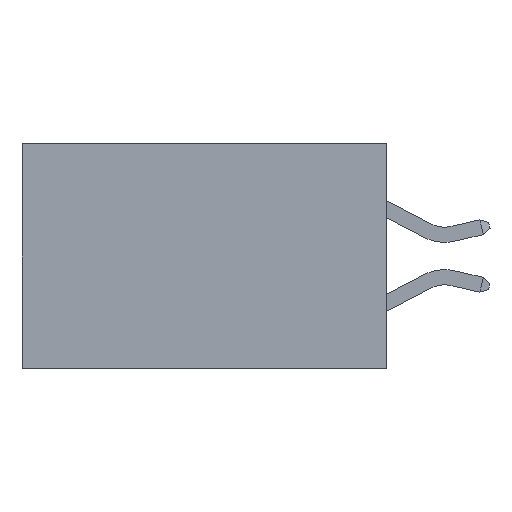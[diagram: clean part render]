
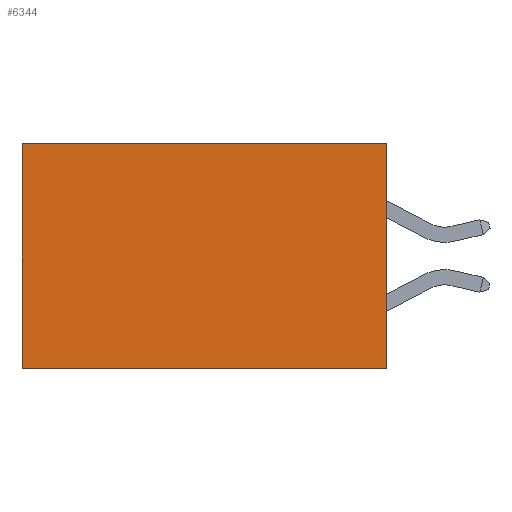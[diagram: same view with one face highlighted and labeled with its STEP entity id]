
A CAD part, left-side view. The second image highlights one B-rep face of the part: STEP entity #6344.
In plain terms, the highlighted planar face has unit normal (-1, 0, 0).
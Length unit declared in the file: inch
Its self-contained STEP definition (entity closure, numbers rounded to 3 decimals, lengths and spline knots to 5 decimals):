
#255 = ORIENTED_EDGE ( 'NONE', *, *, #16264, .T. ) ;
#276 = CARTESIAN_POINT ( 'NONE',  ( 0.2615, 0., 0. ) ) ;
#403 = ORIENTED_EDGE ( 'NONE', *, *, #3027, .F. ) ;
#1222 = AXIS2_PLACEMENT_3D ( 'NONE', #20877, #22935, #10554 ) ;
#3027 = EDGE_CURVE ( 'NONE', #10357, #21580, #13831, .T. ) ;
#3383 = LINE ( 'NONE', #9954, #25518 ) ;
#6344 = ADVANCED_FACE ( 'NONE', ( #12929 ), #18829, .F. ) ;
#6766 = DIRECTION ( 'NONE',  ( 0., 1., 0. ) ) ;
#7931 = VERTEX_POINT ( 'NONE', #276 ) ;
#8552 = VERTEX_POINT ( 'NONE', #23285 ) ;
#9954 = CARTESIAN_POINT ( 'NONE',  ( 0.2615, 0.6, -0.37 ) ) ;
#10088 = CARTESIAN_POINT ( 'NONE',  ( 0.2615, 0., -0.37 ) ) ;
#10357 = VERTEX_POINT ( 'NONE', #23659 ) ;
#10554 = DIRECTION ( 'NONE',  ( 0., 0., -1. ) ) ;
#12071 = DIRECTION ( 'NONE',  ( 0., 0., -1. ) ) ;
#12929 = FACE_OUTER_BOUND ( 'NONE', #18623, .T. ) ;
#12992 = CARTESIAN_POINT ( 'NONE',  ( 0.2615, 0.6, -0.37 ) ) ;
#13151 = VECTOR ( 'NONE', #6766, 39.37008 ) ;
#13569 = ORIENTED_EDGE ( 'NONE', *, *, #26605, .F. ) ;
#13831 = LINE ( 'NONE', #10088, #13151 ) ;
#15027 = LINE ( 'NONE', #17941, #19869 ) ;
#16264 = EDGE_CURVE ( 'NONE', #7931, #8552, #15027, .T. ) ;
#17768 = EDGE_CURVE ( 'NONE', #8552, #21580, #3383, .T. ) ;
#17941 = CARTESIAN_POINT ( 'NONE',  ( 0.2615, 0., 0. ) ) ;
#18037 = CARTESIAN_POINT ( 'NONE',  ( 0.2615, 0., -0.37 ) ) ;
#18623 = EDGE_LOOP ( 'NONE', ( #25572, #403, #13569, #255 ) ) ;
#18829 = PLANE ( 'NONE',  #1222 ) ;
#19869 = VECTOR ( 'NONE', #20030, 39.37008 ) ;
#20030 = DIRECTION ( 'NONE',  ( 0., 1., 0. ) ) ;
#20123 = DIRECTION ( 'NONE',  ( 0., 0., -1. ) ) ;
#20877 = CARTESIAN_POINT ( 'NONE',  ( 0.2615, 0., -0.37 ) ) ;
#21580 = VERTEX_POINT ( 'NONE', #12992 ) ;
#22935 = DIRECTION ( 'NONE',  ( 1., 0., 0. ) ) ;
#23285 = CARTESIAN_POINT ( 'NONE',  ( 0.2615, 0.6, 0. ) ) ;
#23659 = CARTESIAN_POINT ( 'NONE',  ( 0.2615, 0., -0.37 ) ) ;
#24587 = VECTOR ( 'NONE', #20123, 39.37008 ) ;
#25217 = LINE ( 'NONE', #18037, #24587 ) ;
#25518 = VECTOR ( 'NONE', #12071, 39.37008 ) ;
#25572 = ORIENTED_EDGE ( 'NONE', *, *, #17768, .T. ) ;
#26605 = EDGE_CURVE ( 'NONE', #7931, #10357, #25217, .T. ) ;
